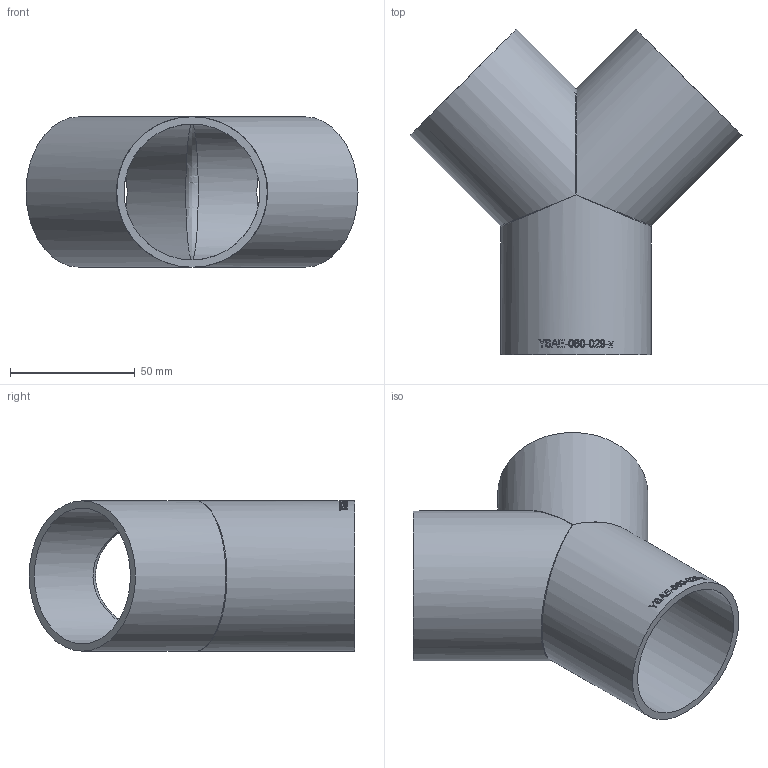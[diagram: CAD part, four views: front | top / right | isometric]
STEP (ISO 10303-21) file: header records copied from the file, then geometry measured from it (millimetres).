
FILE_DESCRIPTION (( 'STEP AP214' ), '1' );
FILE_NAME ('YSAE-060-029-x Y-Stück 2005.STEP', '2020-05-28T10:41:30', ( '' ), ( '' ), 'SwSTEP 2.0', 'SolidWorks 2019', '' );
FILE_SCHEMA (( 'AUTOMOTIVE_DESIGN' ));
Length unit declared in the file: millimetre
Products named in the file (1): YSAE-060-029-x Y-Stück 2005
Bounding box: 133.15 x 130.57 x 60.3 mm (x, y, z)
Volume: 82806.6 mm3; surface area: 58671 mm2
Topology: 1 solids, 1 shells, 188 faces, 502 edges, 322 vertices
Faces by surface type: bspline 115, plane 46, cylinder 27
Full cylindrical faces by diameter (mm): 54.5 x3, 60.3 x3
Entity records: 21917 total; most frequent: CARTESIAN_POINT 16534, ORIENTED_EDGE 948, EDGE_CURVE 474, B_SPLINE_CURVE_WITH_KNOTS 342, DIRECTION 328, VERTEX_POINT 314, EDGE_LOOP 216, FACE_OUTER_BOUND 193
